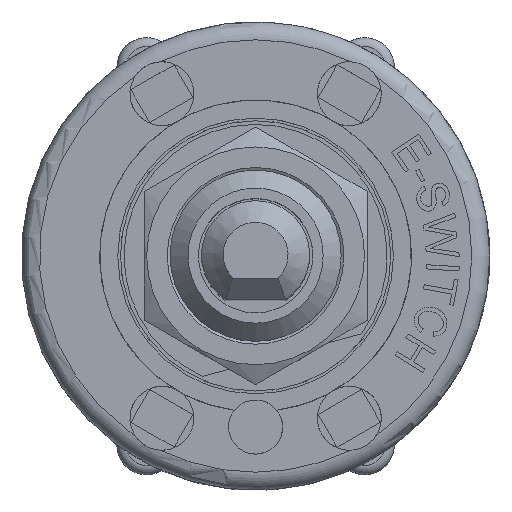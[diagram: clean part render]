
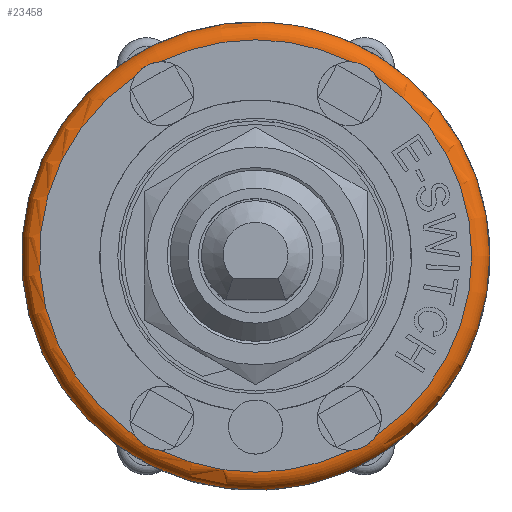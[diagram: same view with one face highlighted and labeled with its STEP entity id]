
A CAD part, top view. The second image highlights one B-rep face of the part: STEP entity #23458.
In plain terms, the highlighted toroidal (fillet/blend) face has major radius 12 mm and minor radius 1 mm.
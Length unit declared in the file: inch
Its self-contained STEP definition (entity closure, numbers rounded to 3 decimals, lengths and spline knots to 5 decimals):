
#22808=CARTESIAN_POINT('',(0.51181,0.0,0.37402));
#22809=VERTEX_POINT('',#22808);
#22810=CARTESIAN_POINT('',(0.0,0.0,0.37402));
#22811=DIRECTION('',(0.0,0.0,1.0));
#22812=DIRECTION('',(-1.0,0.0,0.0));
#22813=AXIS2_PLACEMENT_3D('',#22810,#22811,#22812);
#22814=CIRCLE('',#22813,0.51181);
#22815=EDGE_CURVE('',#22809,#22809,#22814,.T.);
#23058=CARTESIAN_POINT('',(-0.26379,0.39194,0.41339));
#23059=VERTEX_POINT('',#23058);
#23068=CARTESIAN_POINT('',(-0.20753,0.42442,0.41339));
#23069=VERTEX_POINT('',#23068);
#23077=CARTESIAN_POINT('',(-0.26379,0.39194,0.41339));
#23078=CARTESIAN_POINT('',(-0.26063,0.39693,0.41339));
#23079=CARTESIAN_POINT('',(-0.25684,0.40153,0.41318));
#23080=CARTESIAN_POINT('',(-0.25019,0.40776,0.41294));
#23081=CARTESIAN_POINT('',(-0.24774,0.40975,0.41287));
#23082=CARTESIAN_POINT('',(-0.24411,0.41233,0.41281));
#23083=CARTESIAN_POINT('',(-0.24303,0.41306,0.41279));
#23084=CARTESIAN_POINT('',(-0.24115,0.41424,0.41278));
#23085=CARTESIAN_POINT('',(-0.24035,0.41472,0.41278));
#23086=CARTESIAN_POINT('',(-0.23874,0.41565,0.41278));
#23087=CARTESIAN_POINT('',(-0.23791,0.4161,0.41278));
#23088=CARTESIAN_POINT('',(-0.23586,0.41717,0.4128));
#23089=CARTESIAN_POINT('',(-0.23462,0.41777,0.41281));
#23090=CARTESIAN_POINT('',(-0.23029,0.41972,0.41288));
#23091=CARTESIAN_POINT('',(-0.22713,0.42087,0.41296));
#23092=CARTESIAN_POINT('',(-0.2184,0.42336,0.41321));
#23093=CARTESIAN_POINT('',(-0.2129,0.4242,0.41339));
#23094=CARTESIAN_POINT('',(-0.20753,0.42442,0.41339));
#23095=B_SPLINE_CURVE_WITH_KNOTS('',3,(#23077,#23078,#23079,#23080,#23081,#23082,#23083,#23084,#23085,#23086,#23087,#23088,#23089,#23090,#23091,#23092,#23093,#23094),.UNSPECIFIED.,.F.,.U.,(4,2,2,2,2,2,2,2,4),(-0.30321,-0.28459,-0.27477,-0.27072,-0.26786,-0.26495,-0.2607,-0.25033,-0.23279),.UNSPECIFIED.);
#23096=EDGE_CURVE('',#23059,#23069,#23095,.T.);
#23132=CARTESIAN_POINT('',(-0.26379,-0.39194,0.41339));
#23133=VERTEX_POINT('',#23132);
#23143=CARTESIAN_POINT('',(-0.20753,-0.42442,0.41339));
#23144=VERTEX_POINT('',#23143);
#23145=CARTESIAN_POINT('',(-0.20753,-0.42442,0.41339));
#23146=CARTESIAN_POINT('',(-0.21344,-0.42418,0.41339));
#23147=CARTESIAN_POINT('',(-0.21932,-0.42319,0.41318));
#23148=CARTESIAN_POINT('',(-0.22803,-0.42055,0.41294));
#23149=CARTESIAN_POINT('',(-0.23098,-0.41943,0.41287));
#23150=CARTESIAN_POINT('',(-0.23503,-0.41757,0.41281));
#23151=CARTESIAN_POINT('',(-0.2362,-0.417,0.41279));
#23152=CARTESIAN_POINT('',(-0.23817,-0.41596,0.41278));
#23153=CARTESIAN_POINT('',(-0.23898,-0.41551,0.41278));
#23154=CARTESIAN_POINT('',(-0.24059,-0.41458,0.41278));
#23155=CARTESIAN_POINT('',(-0.2414,-0.41409,0.41278));
#23156=CARTESIAN_POINT('',(-0.24335,-0.41285,0.4128));
#23157=CARTESIAN_POINT('',(-0.24449,-0.41207,0.41281));
#23158=CARTESIAN_POINT('',(-0.24834,-0.4093,0.41288));
#23159=CARTESIAN_POINT('',(-0.25092,-0.40713,0.41296));
#23160=CARTESIAN_POINT('',(-0.25744,-0.40082,0.41321));
#23161=CARTESIAN_POINT('',(-0.26092,-0.39648,0.41339));
#23162=CARTESIAN_POINT('',(-0.26379,-0.39194,0.41339));
#23163=B_SPLINE_CURVE_WITH_KNOTS('',3,(#23145,#23146,#23147,#23148,#23149,#23150,#23151,#23152,#23153,#23154,#23155,#23156,#23157,#23158,#23159,#23160,#23161,#23162),.UNSPECIFIED.,.F.,.U.,(4,2,2,2,2,2,2,2,4),(-0.30321,-0.28459,-0.27477,-0.27072,-0.26786,-0.26495,-0.2607,-0.25033,-0.23279),.UNSPECIFIED.);
#23164=EDGE_CURVE('',#23144,#23133,#23163,.T.);
#23232=CARTESIAN_POINT('',(0.20753,-0.42442,0.41339));
#23233=VERTEX_POINT('',#23232);
#23243=CARTESIAN_POINT('',(0.26379,-0.39194,0.41339));
#23244=VERTEX_POINT('',#23243);
#23245=CARTESIAN_POINT('',(0.26379,-0.39194,0.41339));
#23246=CARTESIAN_POINT('',(0.26063,-0.39693,0.41339));
#23247=CARTESIAN_POINT('',(0.25684,-0.40153,0.41318));
#23248=CARTESIAN_POINT('',(0.25019,-0.40776,0.41294));
#23249=CARTESIAN_POINT('',(0.24774,-0.40975,0.41287));
#23250=CARTESIAN_POINT('',(0.24411,-0.41233,0.41281));
#23251=CARTESIAN_POINT('',(0.24303,-0.41306,0.41279));
#23252=CARTESIAN_POINT('',(0.24115,-0.41424,0.41278));
#23253=CARTESIAN_POINT('',(0.24035,-0.41472,0.41278));
#23254=CARTESIAN_POINT('',(0.23874,-0.41565,0.41278));
#23255=CARTESIAN_POINT('',(0.23791,-0.4161,0.41278));
#23256=CARTESIAN_POINT('',(0.23586,-0.41717,0.4128));
#23257=CARTESIAN_POINT('',(0.23462,-0.41777,0.41281));
#23258=CARTESIAN_POINT('',(0.23029,-0.41972,0.41288));
#23259=CARTESIAN_POINT('',(0.22713,-0.42087,0.41296));
#23260=CARTESIAN_POINT('',(0.2184,-0.42336,0.41321));
#23261=CARTESIAN_POINT('',(0.2129,-0.4242,0.41339));
#23262=CARTESIAN_POINT('',(0.20753,-0.42442,0.41339));
#23263=B_SPLINE_CURVE_WITH_KNOTS('',3,(#23245,#23246,#23247,#23248,#23249,#23250,#23251,#23252,#23253,#23254,#23255,#23256,#23257,#23258,#23259,#23260,#23261,#23262),.UNSPECIFIED.,.F.,.U.,(4,2,2,2,2,2,2,2,4),(-0.30321,-0.28459,-0.27477,-0.27072,-0.26786,-0.26495,-0.2607,-0.25033,-0.23279),.UNSPECIFIED.);
#23264=EDGE_CURVE('',#23244,#23233,#23263,.T.);
#23358=CARTESIAN_POINT('',(0.20753,0.42442,0.41339));
#23359=VERTEX_POINT('',#23358);
#23368=CARTESIAN_POINT('',(0.26379,0.39194,0.41339));
#23369=VERTEX_POINT('',#23368);
#23377=CARTESIAN_POINT('',(0.20753,0.42442,0.41339));
#23378=CARTESIAN_POINT('',(0.21344,0.42418,0.41339));
#23379=CARTESIAN_POINT('',(0.21932,0.42319,0.41318));
#23380=CARTESIAN_POINT('',(0.22803,0.42055,0.41294));
#23381=CARTESIAN_POINT('',(0.23098,0.41943,0.41287));
#23382=CARTESIAN_POINT('',(0.23503,0.41757,0.41281));
#23383=CARTESIAN_POINT('',(0.2362,0.417,0.41279));
#23384=CARTESIAN_POINT('',(0.23817,0.41596,0.41278));
#23385=CARTESIAN_POINT('',(0.23898,0.41551,0.41278));
#23386=CARTESIAN_POINT('',(0.24059,0.41458,0.41278));
#23387=CARTESIAN_POINT('',(0.2414,0.41409,0.41278));
#23388=CARTESIAN_POINT('',(0.24335,0.41285,0.4128));
#23389=CARTESIAN_POINT('',(0.24449,0.41207,0.41281));
#23390=CARTESIAN_POINT('',(0.24834,0.4093,0.41288));
#23391=CARTESIAN_POINT('',(0.25092,0.40713,0.41296));
#23392=CARTESIAN_POINT('',(0.25744,0.40082,0.41321));
#23393=CARTESIAN_POINT('',(0.26092,0.39648,0.41339));
#23394=CARTESIAN_POINT('',(0.26379,0.39194,0.41339));
#23395=B_SPLINE_CURVE_WITH_KNOTS('',3,(#23377,#23378,#23379,#23380,#23381,#23382,#23383,#23384,#23385,#23386,#23387,#23388,#23389,#23390,#23391,#23392,#23393,#23394),.UNSPECIFIED.,.F.,.U.,(4,2,2,2,2,2,2,2,4),(-0.30321,-0.28459,-0.27477,-0.27072,-0.26786,-0.26495,-0.2607,-0.25033,-0.23279),.UNSPECIFIED.);
#23396=EDGE_CURVE('',#23359,#23369,#23395,.T.);
#23416=CARTESIAN_POINT('',(0.0,0.0,0.37402));
#23417=DIRECTION('',(0.0,0.0,-1.0));
#23418=DIRECTION('',(-1.0,0.0,0.0));
#23419=AXIS2_PLACEMENT_3D('',#23416,#23417,#23418);
#23420=TOROIDAL_SURFACE('',#23419,0.47244,0.03937);
#23421=ORIENTED_EDGE('',*,*,#22815,.T.);
#23422=EDGE_LOOP('',(#23421));
#23423=FACE_OUTER_BOUND('',#23422,.T.);
#23424=CARTESIAN_POINT('',(0.0,0.0,0.41339));
#23425=DIRECTION('',(0.0,0.0,-1.0));
#23426=DIRECTION('',(-1.0,0.0,0.0));
#23427=AXIS2_PLACEMENT_3D('',#23424,#23425,#23426);
#23428=CIRCLE('',#23427,0.47244);
#23429=EDGE_CURVE('',#23133,#23059,#23428,.T.);
#23430=ORIENTED_EDGE('',*,*,#23429,.T.);
#23431=ORIENTED_EDGE('',*,*,#23096,.T.);
#23432=CARTESIAN_POINT('',(0.0,0.0,0.41339));
#23433=DIRECTION('',(0.0,0.0,-1.0));
#23434=DIRECTION('',(-1.0,0.0,0.0));
#23435=AXIS2_PLACEMENT_3D('',#23432,#23433,#23434);
#23436=CIRCLE('',#23435,0.47244);
#23437=EDGE_CURVE('',#23069,#23359,#23436,.T.);
#23438=ORIENTED_EDGE('',*,*,#23437,.T.);
#23439=ORIENTED_EDGE('',*,*,#23396,.T.);
#23440=CARTESIAN_POINT('',(0.0,0.0,0.41339));
#23441=DIRECTION('',(0.0,0.0,-1.0));
#23442=DIRECTION('',(-1.0,0.0,0.0));
#23443=AXIS2_PLACEMENT_3D('',#23440,#23441,#23442);
#23444=CIRCLE('',#23443,0.47244);
#23445=EDGE_CURVE('',#23369,#23244,#23444,.T.);
#23446=ORIENTED_EDGE('',*,*,#23445,.T.);
#23447=ORIENTED_EDGE('',*,*,#23264,.T.);
#23448=CARTESIAN_POINT('',(0.0,0.0,0.41339));
#23449=DIRECTION('',(0.0,0.0,-1.0));
#23450=DIRECTION('',(-1.0,0.0,0.0));
#23451=AXIS2_PLACEMENT_3D('',#23448,#23449,#23450);
#23452=CIRCLE('',#23451,0.47244);
#23453=EDGE_CURVE('',#23233,#23144,#23452,.T.);
#23454=ORIENTED_EDGE('',*,*,#23453,.T.);
#23455=ORIENTED_EDGE('',*,*,#23164,.T.);
#23456=EDGE_LOOP('',(#23430,#23431,#23438,#23439,#23446,#23447,#23454,#23455));
#23457=FACE_BOUND('',#23456,.T.);
#23458=ADVANCED_FACE('',(#23423,#23457),#23420,.T.);
